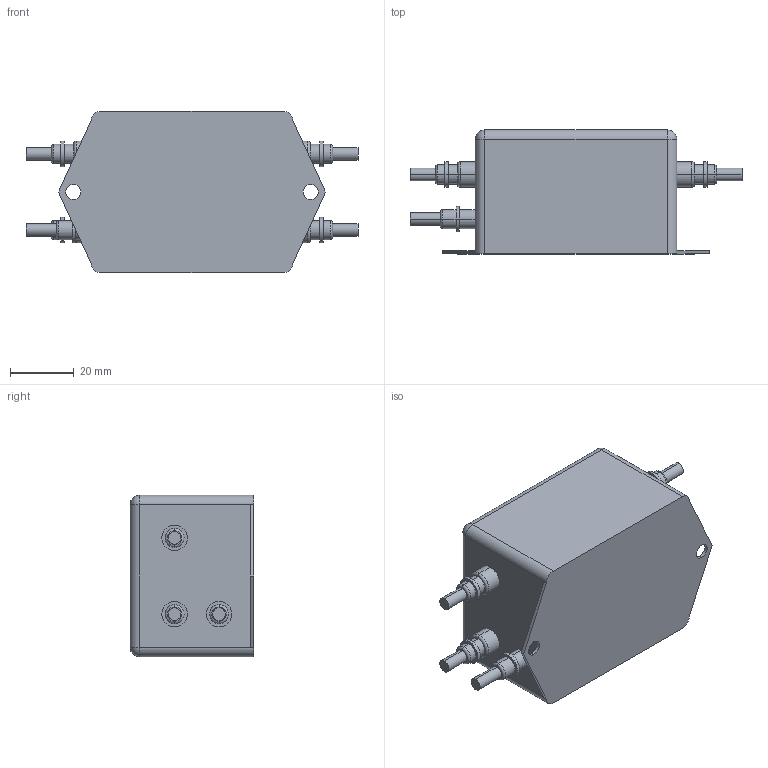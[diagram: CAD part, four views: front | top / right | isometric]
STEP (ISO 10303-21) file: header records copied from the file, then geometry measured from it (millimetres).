
FILE_DESCRIPTION (( 'STEP AP214' ), '1' );
FILE_NAME ('Default.STEP', '2018-06-22T20:50:20', ( '' ), ( '' ), 'SwSTEP 2.0', 'SolidWorks 2014', '' );
FILE_SCHEMA (( 'AUTOMOTIVE_DESIGN' ));
Length unit declared in the file: millimetre
Products named in the file (1): Default
Bounding box: 104.5 x 39.01 x 50.8 mm (x, y, z)
Volume: 128323.1 mm3; surface area: 17741.2 mm2
Topology: 1 solids, 1 shells, 172 faces, 399 edges, 252 vertices
Faces by surface type: plane 90, cylinder 60, torus 18, sphere 4
Entity records: 6181 total; most frequent: DIRECTION 897, CARTESIAN_POINT 820, ORIENTED_EDGE 790, EDGE_CURVE 395, AXIS2_PLACEMENT_3D 329, VERTEX_POINT 252, LINE 239, VECTOR 239
